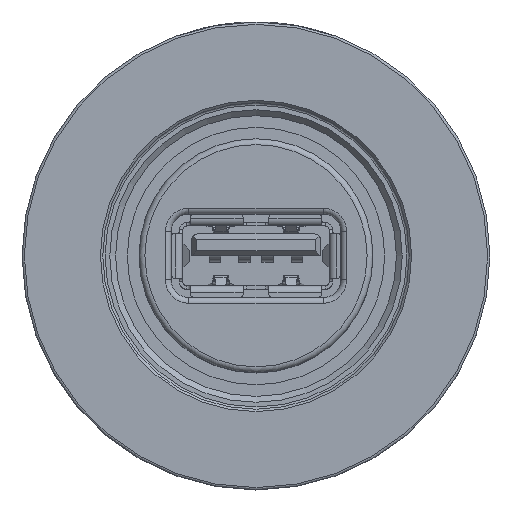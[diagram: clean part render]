
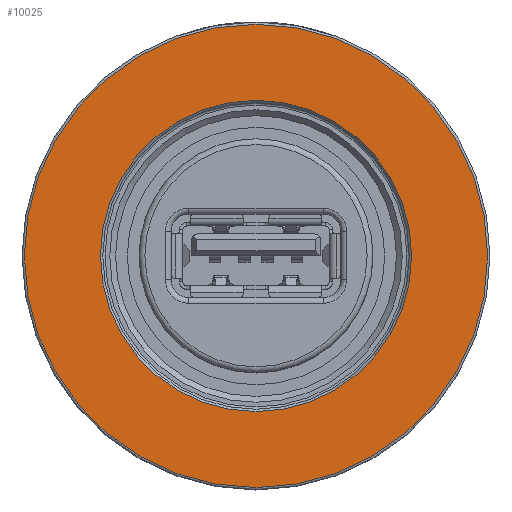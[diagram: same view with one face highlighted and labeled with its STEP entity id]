
A CAD part, top view. The second image highlights one B-rep face of the part: STEP entity #10025.
In plain terms, the highlighted planar face has unit normal (0, 0, 1).
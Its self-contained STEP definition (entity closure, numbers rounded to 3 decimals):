
#1247 = CARTESIAN_POINT ( 'NONE',  ( 0., 0., 0. ) ) ;
#1302 = VERTEX_POINT ( 'NONE', #4791 ) ;
#2414 = PLANE ( 'NONE',  #12522 ) ;
#2631 = CARTESIAN_POINT ( 'NONE',  ( 13.3, 0., 0. ) ) ;
#2720 = ORIENTED_EDGE ( 'NONE', *, *, #5724, .T. ) ;
#3017 = CARTESIAN_POINT ( 'NONE',  ( 0., 0., 0. ) ) ;
#4791 = CARTESIAN_POINT ( 'NONE',  ( 19.8, 0., 0. ) ) ;
#5289 = EDGE_LOOP ( 'NONE', ( #7818 ) ) ;
#5635 = DIRECTION ( 'NONE',  ( 0., 0., 1. ) ) ;
#5724 = EDGE_CURVE ( 'NONE', #6970, #6970, #8913, .T. ) ;
#6213 = CARTESIAN_POINT ( 'NONE',  ( 0., 0., 0. ) ) ;
#6284 = AXIS2_PLACEMENT_3D ( 'NONE', #6213, #10769, #7402 ) ;
#6970 = VERTEX_POINT ( 'NONE', #2631 ) ;
#7293 = CIRCLE ( 'NONE', #9213, 19.8 ) ;
#7402 = DIRECTION ( 'NONE',  ( 1., 0., 0. ) ) ;
#7413 = EDGE_CURVE ( 'NONE', #1302, #1302, #7293, .T. ) ;
#7817 = DIRECTION ( 'NONE',  ( 1., 0., 0. ) ) ;
#7818 = ORIENTED_EDGE ( 'NONE', *, *, #7413, .T. ) ;
#8913 = CIRCLE ( 'NONE', #6284, 13.3 ) ;
#9014 = FACE_BOUND ( 'NONE', #12558, .T. ) ;
#9213 = AXIS2_PLACEMENT_3D ( 'NONE', #3017, #12894, #11770 ) ;
#10025 = ADVANCED_FACE ( 'NONE', ( #12637, #9014 ), #2414, .T. ) ;
#10769 = DIRECTION ( 'NONE',  ( 0., 0., -1. ) ) ;
#11770 = DIRECTION ( 'NONE',  ( 1., 0., 0. ) ) ;
#12522 = AXIS2_PLACEMENT_3D ( 'NONE', #1247, #5635, #7817 ) ;
#12558 = EDGE_LOOP ( 'NONE', ( #2720 ) ) ;
#12637 = FACE_OUTER_BOUND ( 'NONE', #5289, .T. ) ;
#12894 = DIRECTION ( 'NONE',  ( 0., 0., 1. ) ) ;
